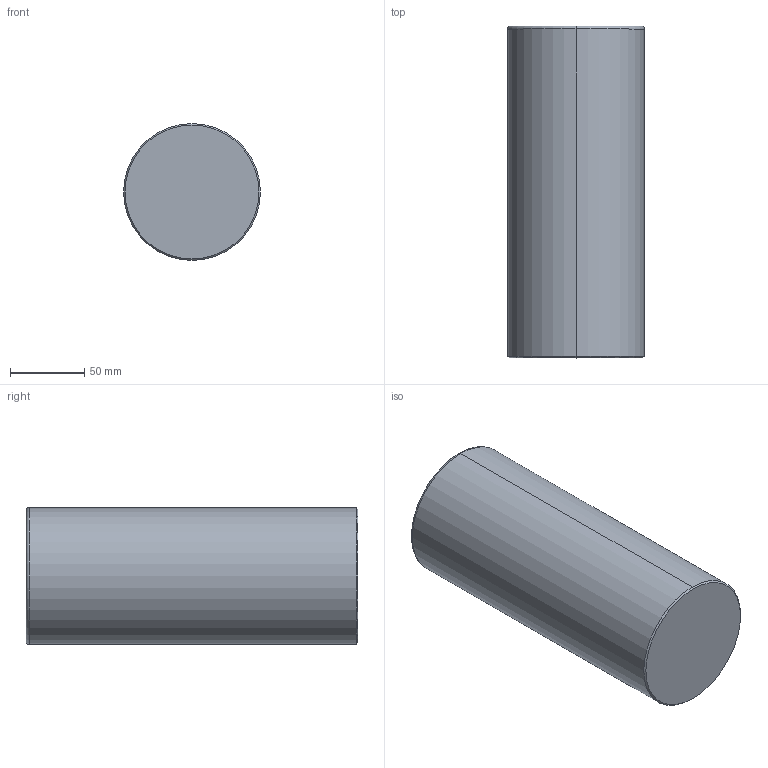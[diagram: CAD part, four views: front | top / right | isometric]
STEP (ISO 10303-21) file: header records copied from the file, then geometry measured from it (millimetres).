
FILE_DESCRIPTION (( 'STEP AP214' ), '1' );
FILE_NAME ('OuterChamber-UVC_LED_WaterBottle_v2.STEP', '2025-12-22T02:05:22', ( '' ), ( '' ), 'SwSTEP 2.0', 'SolidWorks 2024', '' );
FILE_SCHEMA (( 'AUTOMOTIVE_DESIGN' ));
Length unit declared in the file: millimetre
Products named in the file (1): OuterChamber-UVC_LED_WaterBottle_v2
Bounding box: 92.4 x 224 x 92.4 mm (x, y, z)
Volume: 270990.1 mm3; surface area: 136002.6 mm2
Topology: 1 solids, 1 shells, 15 faces, 28 edges, 16 vertices
Faces by surface type: torus 6, cylinder 4, plane 3, cone 2
Entity records: 403 total; most frequent: DIRECTION 82, CARTESIAN_POINT 60, ORIENTED_EDGE 56, AXIS2_PLACEMENT_3D 38, EDGE_CURVE 28, CIRCLE 22, VERTEX_POINT 16, EDGE_LOOP 16
